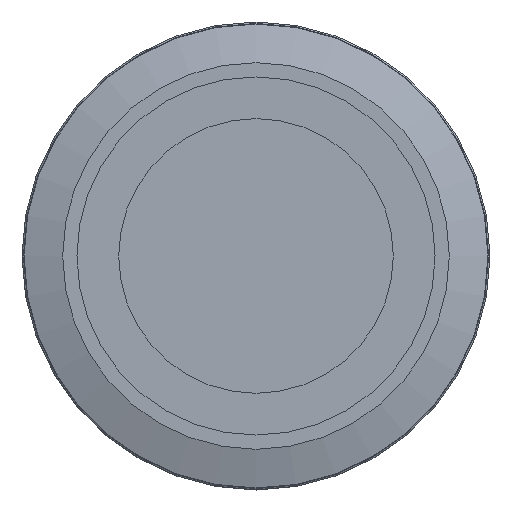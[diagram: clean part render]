
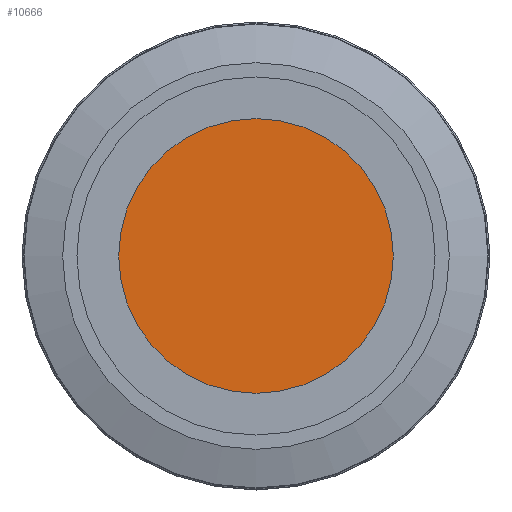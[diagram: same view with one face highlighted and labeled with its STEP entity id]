
A CAD part, top view. The second image highlights one B-rep face of the part: STEP entity #10666.
In plain terms, the highlighted planar face has unit normal (0, 0, 1).
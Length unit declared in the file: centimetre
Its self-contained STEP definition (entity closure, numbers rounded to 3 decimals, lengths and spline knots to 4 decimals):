
#363=PLANE('',#11822);
#1086=FACE_OUTER_BOUND('',#1724,.T.);
#1724=EDGE_LOOP('',(#9634));
#2289=CIRCLE('',#11768,1.35);
#5125=VERTEX_POINT('',#18460);
#6620=EDGE_CURVE('',#5125,#5125,#2289,.T.);
#9634=ORIENTED_EDGE('',*,*,#6620,.F.);
#10666=ADVANCED_FACE('',(#1086),#363,.F.);
#11768=AXIS2_PLACEMENT_3D('',#18461,#14741,#14742);
#11822=AXIS2_PLACEMENT_3D('',#18552,#14858,#14859);
#14741=DIRECTION('center_axis',(0.,0.,
-1.));
#14742=DIRECTION('ref_axis',(0.,1.,0.));
#14858=DIRECTION('center_axis',(0.,0.,
-1.));
#14859=DIRECTION('ref_axis',(0.,1.,0.));
#18460=CARTESIAN_POINT('',(0.,-1.35,4.34));
#18461=CARTESIAN_POINT('Origin',(0.,0.,
4.34));
#18552=CARTESIAN_POINT('Origin',(0.,0.,
4.34));
